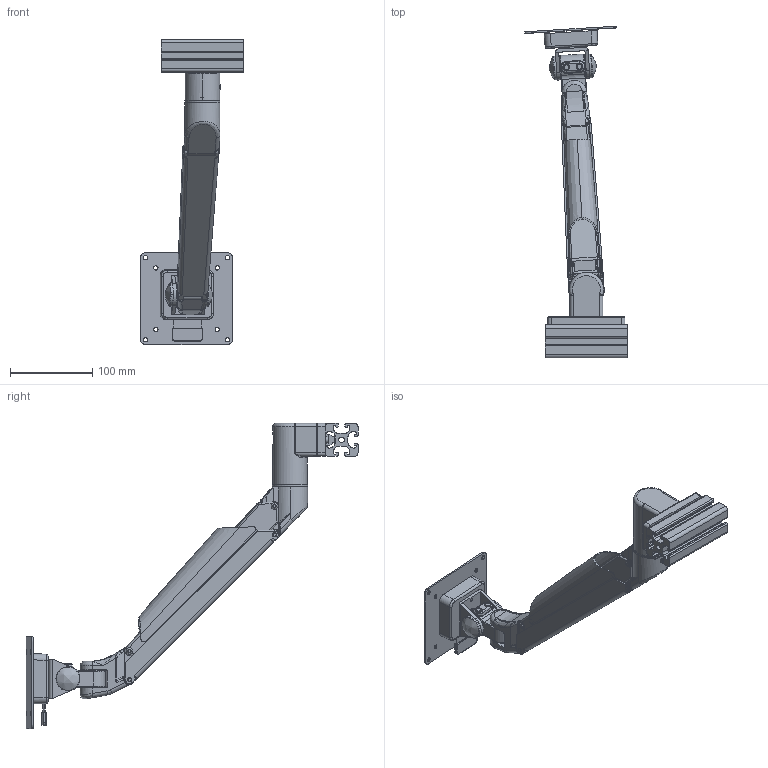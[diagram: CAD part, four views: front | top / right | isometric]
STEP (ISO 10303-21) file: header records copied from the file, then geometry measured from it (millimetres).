
FILE_DESCRIPTION (( 'STEP AP214' ), '1' );
FILE_NAME ('new products6MHM75100S40.step', '2017-09-26T11:51:55', ( '' ), ( '' ), 'SwSTEP 2.0', 'SolidWorks 2017', '' );
FILE_SCHEMA (( 'AUTOMOTIVE_DESIGN' ));
Length unit declared in the file: millimetre
Products named in the file (9): 096028_096028 ; 4DIN6912M0820M_DIN6912M0825M; 4DIN6912M0815M_4DIN6912M0816M; 40x40_100_L100; 061MS40D; 061M40P; new products6MHM75100S40; 4din914m0608m_DIN 914 - M6 x 8-C; 061MHM75100S_061MHM75100S
Assembly tree (10 placements, depth 2):
  new products6MHM75100S40
    061M40P
    061MS40D
    40x40_100_L100
    4DIN6912M0815M_4DIN6912M0816M  x2
    4DIN6912M0820M_DIN6912M0825M
    096028_096028   x2
    061MHM75100S_061MHM75100S
    4din914m0608m_DIN 914 - M6 x 8-C
Bounding box: 125.32 x 404.66 x 371.99 mm (x, y, z)
Volume: 869553.7 mm3; surface area: 277812.2 mm2
Topology: 35 solids, 37 shells, 1451 faces, 3558 edges, 2190 vertices
Faces by surface type: cylinder 574, plane 404, bspline 277, cone 107, torus 89
Entity records: 67471 total; most frequent: CARTESIAN_POINT 36246, ORIENTED_EDGE 6786, DIRECTION 5834, EDGE_CURVE 3393, AXIS2_PLACEMENT_3D 2232, VERTEX_POINT 2100, EDGE_LOOP 1479, ADVANCED_FACE 1396
